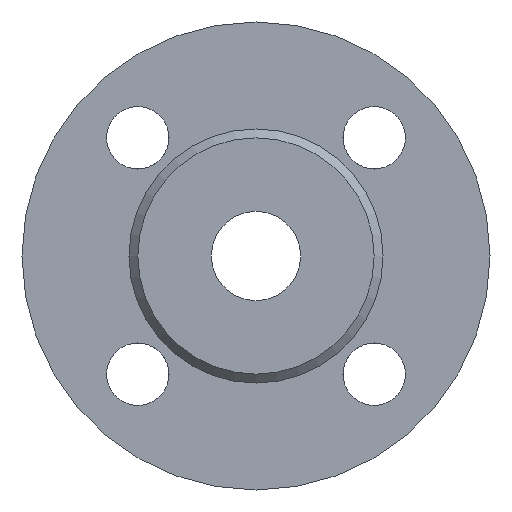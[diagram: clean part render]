
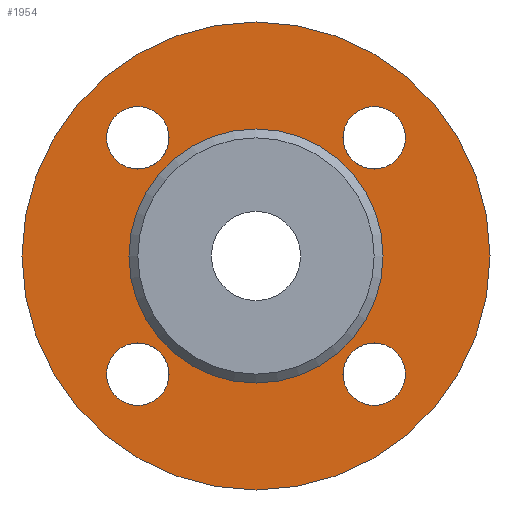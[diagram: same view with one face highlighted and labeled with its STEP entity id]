
A CAD part, front view. The second image highlights one B-rep face of the part: STEP entity #1954.
In plain terms, the highlighted planar face has unit normal (0, -1, 0).
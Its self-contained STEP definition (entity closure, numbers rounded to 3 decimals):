
#90=FACE_BOUND('',#447,.T.);
#91=FACE_BOUND('',#448,.T.);
#92=FACE_BOUND('',#449,.T.);
#93=FACE_BOUND('',#450,.T.);
#94=FACE_BOUND('',#451,.T.);
#146=CIRCLE('',#2068,7.);
#153=CIRCLE('',#2079,7.);
#160=CIRCLE('',#2090,7.);
#177=CIRCLE('',#2117,7.);
#188=CIRCLE('',#2138,28.5);
#190=CIRCLE('',#2141,52.5);
#300=FACE_OUTER_BOUND('',#446,.T.);
#446=EDGE_LOOP('',(#1737));
#447=EDGE_LOOP('',(#1738));
#448=EDGE_LOOP('',(#1739));
#449=EDGE_LOOP('',(#1740));
#450=EDGE_LOOP('',(#1741));
#451=EDGE_LOOP('',(#1742));
#951=VERTEX_POINT('',#3264);
#961=VERTEX_POINT('',#3289);
#971=VERTEX_POINT('',#3314);
#984=VERTEX_POINT('',#3360);
#993=VERTEX_POINT('',#3390);
#995=VERTEX_POINT('',#3395);
#1198=EDGE_CURVE('',#951,#951,#146,.T.);
#1209=EDGE_CURVE('',#961,#961,#153,.T.);
#1220=EDGE_CURVE('',#971,#971,#160,.T.);
#1243=EDGE_CURVE('',#984,#984,#177,.T.);
#1254=EDGE_CURVE('',#993,#993,#188,.T.);
#1256=EDGE_CURVE('',#995,#995,#190,.T.);
#1737=ORIENTED_EDGE('',*,*,#1256,.F.);
#1738=ORIENTED_EDGE('',*,*,#1198,.T.);
#1739=ORIENTED_EDGE('',*,*,#1209,.T.);
#1740=ORIENTED_EDGE('',*,*,#1220,.T.);
#1741=ORIENTED_EDGE('',*,*,#1243,.T.);
#1742=ORIENTED_EDGE('',*,*,#1254,.T.);
#1853=PLANE('',#2140);
#1954=ADVANCED_FACE('',(#300,#90,#91,#92,#93,#94),#1853,.T.);
#2068=AXIS2_PLACEMENT_3D('',#3265,#2500,#2501);
#2079=AXIS2_PLACEMENT_3D('',#3290,#2526,#2527);
#2090=AXIS2_PLACEMENT_3D('',#3315,#2552,#2553);
#2117=AXIS2_PLACEMENT_3D('',#3361,#2612,#2613);
#2138=AXIS2_PLACEMENT_3D('',#3391,#2654,#2655);
#2140=AXIS2_PLACEMENT_3D('',#3394,#2658,#2659);
#2141=AXIS2_PLACEMENT_3D('',#3396,#2660,#2661);
#2500=DIRECTION('center_axis',(0.,1.,0.));
#2501=DIRECTION('ref_axis',(0.,0.,1.));
#2526=DIRECTION('center_axis',(0.,1.,0.));
#2527=DIRECTION('ref_axis',(-1.,0.,0.));
#2552=DIRECTION('center_axis',(0.,1.,0.));
#2553=DIRECTION('ref_axis',(0.,0.,-1.));
#2612=DIRECTION('center_axis',(0.,1.,0.));
#2613=DIRECTION('ref_axis',(1.,0.,0.));
#2654=DIRECTION('center_axis',(0.,1.,0.));
#2655=DIRECTION('ref_axis',(1.,0.,0.));
#2658=DIRECTION('center_axis',(0.,-1.,0.));
#2659=DIRECTION('ref_axis',(0.,0.,-1.));
#2660=DIRECTION('center_axis',(0.,1.,0.));
#2661=DIRECTION('ref_axis',(1.,0.,0.));
#3264=CARTESIAN_POINT('',(-26.517,-73.,33.517));
#3265=CARTESIAN_POINT('Origin',(-26.517,-73.,26.517));
#3289=CARTESIAN_POINT('',(-33.517,-73.,-26.517));
#3290=CARTESIAN_POINT('Origin',(-26.517,-73.,-26.517));
#3314=CARTESIAN_POINT('',(26.517,-73.,-33.517));
#3315=CARTESIAN_POINT('Origin',(26.517,-73.,-26.517));
#3360=CARTESIAN_POINT('',(33.517,-73.,26.517));
#3361=CARTESIAN_POINT('Origin',(26.517,-73.,26.517));
#3390=CARTESIAN_POINT('',(0.,-73.,28.5));
#3391=CARTESIAN_POINT('Origin',(0.,-73.,0.));
#3394=CARTESIAN_POINT('Origin',(0.,-73.,52.5));
#3395=CARTESIAN_POINT('',(0.,-73.,52.5));
#3396=CARTESIAN_POINT('Origin',(0.,-73.,0.));
